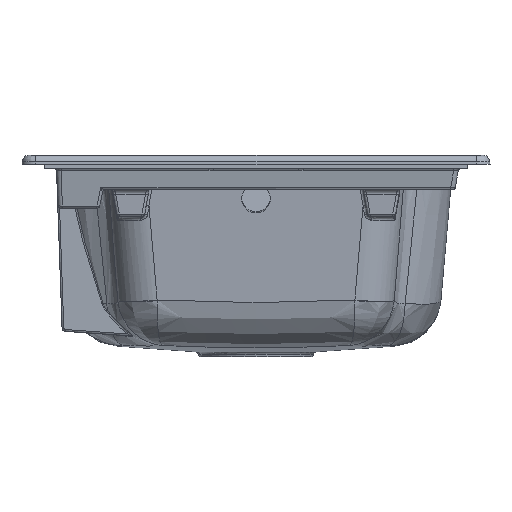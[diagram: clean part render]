
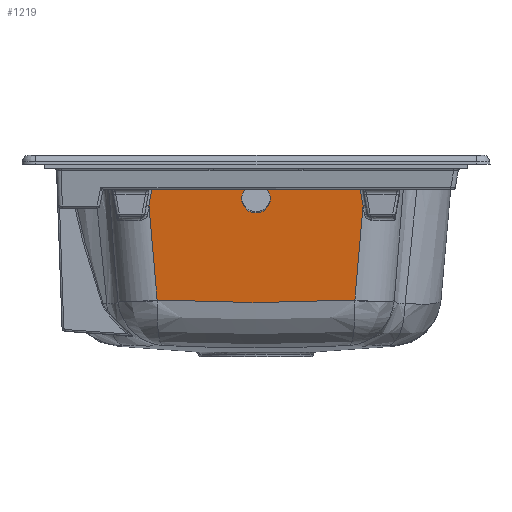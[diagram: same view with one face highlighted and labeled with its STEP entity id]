
A CAD part, left-side view. The second image highlights one B-rep face of the part: STEP entity #1219.
In plain terms, the highlighted planar face has unit normal (-0.996, 0, -0.087).
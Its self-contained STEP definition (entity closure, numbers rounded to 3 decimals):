
#498=B_SPLINE_CURVE_WITH_KNOTS('',3,(#14766,#14767,#14768,#14769,#14770,
#14771),.UNSPECIFIED.,.F.,.F.,(4,2,4),(0.,0.5,1.),.UNSPECIFIED.);
#499=B_SPLINE_CURVE_WITH_KNOTS('',3,(#14779,#14780,#14781,#14782),
 .UNSPECIFIED.,.F.,.F.,(4,4),(0.,1.),.UNSPECIFIED.);
#500=B_SPLINE_CURVE_WITH_KNOTS('',3,(#14786,#14787,#14788,#14789),
 .UNSPECIFIED.,.F.,.F.,(4,4),(0.,1.),.UNSPECIFIED.);
#636=FACE_BOUND('',#2309,.T.);
#637=FACE_BOUND('',#2310,.T.);
#726=CIRCLE('',#7489,15.5);
#1051=PLANE('',#7490);
#1219=ADVANCED_FACE('',(#636,#637),#1051,.T.);
#2309=EDGE_LOOP('',(#3643));
#2310=EDGE_LOOP('',(#3644,#3645,#3646,#3647,#3648,#3649,#3650,#3651,#3652,
#3653));
#3643=ORIENTED_EDGE('',*,*,#6184,.T.);
#3644=ORIENTED_EDGE('',*,*,#6185,.T.);
#3645=ORIENTED_EDGE('',*,*,#6186,.T.);
#3646=ORIENTED_EDGE('',*,*,#6187,.T.);
#3647=ORIENTED_EDGE('',*,*,#6188,.T.);
#3648=ORIENTED_EDGE('',*,*,#6189,.T.);
#3649=ORIENTED_EDGE('',*,*,#6190,.T.);
#3650=ORIENTED_EDGE('',*,*,#6191,.T.);
#3651=ORIENTED_EDGE('',*,*,#6192,.T.);
#3652=ORIENTED_EDGE('',*,*,#6193,.T.);
#3653=ORIENTED_EDGE('',*,*,#6194,.T.);
#5465=VERTEX_POINT('',#14758);
#5466=VERTEX_POINT('',#14760);
#5467=VERTEX_POINT('',#14761);
#5468=VERTEX_POINT('',#14763);
#5469=VERTEX_POINT('',#14765);
#5470=VERTEX_POINT('',#14772);
#5471=VERTEX_POINT('',#14774);
#5472=VERTEX_POINT('',#14776);
#5473=VERTEX_POINT('',#14778);
#5474=VERTEX_POINT('',#14783);
#5475=VERTEX_POINT('',#14785);
#6184=EDGE_CURVE('',#5465,#5465,#726,.T.);
#6185=EDGE_CURVE('',#5466,#5467,#6913,.T.);
#6186=EDGE_CURVE('',#5467,#5468,#6914,.T.);
#6187=EDGE_CURVE('',#5468,#5469,#6915,.T.);
#6188=EDGE_CURVE('',#5469,#5470,#498,.T.);
#6189=EDGE_CURVE('',#5470,#5471,#6916,.T.);
#6190=EDGE_CURVE('',#5471,#5472,#6917,.T.);
#6191=EDGE_CURVE('',#5472,#5473,#6918,.T.);
#6192=EDGE_CURVE('',#5473,#5474,#499,.T.);
#6193=EDGE_CURVE('',#5474,#5475,#6919,.T.);
#6194=EDGE_CURVE('',#5475,#5466,#500,.T.);
#6913=LINE('',#14759,#7196);
#6914=LINE('',#14762,#7197);
#6915=LINE('',#14764,#7198);
#6916=LINE('',#14773,#7199);
#6917=LINE('',#14775,#7200);
#6918=LINE('',#14777,#7201);
#6919=LINE('',#14784,#7202);
#7196=VECTOR('',#8762,1.);
#7197=VECTOR('',#8763,1.);
#7198=VECTOR('',#8764,1.);
#7199=VECTOR('',#8765,1.);
#7200=VECTOR('',#8766,1.);
#7201=VECTOR('',#8767,1.);
#7202=VECTOR('',#8768,1.);
#7489=AXIS2_PLACEMENT_3D('',#14757,#8760,#8761);
#7490=AXIS2_PLACEMENT_3D('',#14790,#8769,#8770);
#8760=DIRECTION('',(0.996,0.,0.087));
#8761=DIRECTION('',(-0.087,0.,0.996));
#8762=DIRECTION('',(0.,1.,0.));
#8763=DIRECTION('',(0.086,0.173,-0.981));
#8764=DIRECTION('',(0.087,-0.087,-0.992));
#8765=DIRECTION('',(-0.087,-0.087,0.992));
#8766=DIRECTION('',(-0.086,0.173,0.981));
#8767=DIRECTION('',(0.,1.,0.));
#8768=DIRECTION('',(0.,1.,0.));
#8769=DIRECTION('',(-0.996,0.,-0.087));
#8770=DIRECTION('',(-0.087,0.,0.996));
#14757=CARTESIAN_POINT('',(-20.588,0.,-47.614));
#14758=CARTESIAN_POINT('',(-21.939,0.,-32.173));
#14759=CARTESIAN_POINT('',(-22.306,151.3,-27.972));
#14760=CARTESIAN_POINT('',(-22.306,56.975,-27.972));
#14761=CARTESIAN_POINT('',(-22.306,111.865,-27.972));
#14762=CARTESIAN_POINT('',(-20.866,114.768,-44.432));
#14763=CARTESIAN_POINT('',(-19.916,116.683,-55.295));
#14764=CARTESIAN_POINT('',(-24.872,121.639,1.355));
#14765=CARTESIAN_POINT('',(-10.933,107.7,-157.973));
#14766=CARTESIAN_POINT('',(-10.933,107.7,-157.973));
#14767=CARTESIAN_POINT('',(-10.789,71.81,-159.62));
#14768=CARTESIAN_POINT('',(-10.686,35.906,-160.789));
#14769=CARTESIAN_POINT('',(-10.686,-35.971,-160.788));
#14770=CARTESIAN_POINT('',(-10.789,-71.848,-159.618));
#14771=CARTESIAN_POINT('',(-10.933,-107.7,-157.973));
#14772=CARTESIAN_POINT('',(-10.933,-107.7,-157.973));
#14773=CARTESIAN_POINT('',(-24.872,-121.639,1.355));
#14774=CARTESIAN_POINT('',(-19.937,-116.705,-55.05));
#14775=CARTESIAN_POINT('',(-22.439,-111.662,-26.452));
#14776=CARTESIAN_POINT('',(-22.306,-111.93,-27.972));
#14777=CARTESIAN_POINT('',(-22.306,151.3,-27.972));
#14778=CARTESIAN_POINT('',(-22.306,-56.975,-27.972));
#14779=CARTESIAN_POINT('',(-22.306,-56.975,-27.972));
#14780=CARTESIAN_POINT('',(-22.168,-51.652,-29.548));
#14781=CARTESIAN_POINT('',(-22.168,-45.948,-29.548));
#14782=CARTESIAN_POINT('',(-22.306,-40.625,-27.972));
#14783=CARTESIAN_POINT('',(-22.306,-40.625,-27.972));
#14784=CARTESIAN_POINT('',(-22.306,151.3,-27.972));
#14785=CARTESIAN_POINT('',(-22.306,40.625,-27.972));
#14786=CARTESIAN_POINT('',(-22.306,40.625,-27.972));
#14787=CARTESIAN_POINT('',(-22.168,45.948,-29.548));
#14788=CARTESIAN_POINT('',(-22.168,51.652,-29.548));
#14789=CARTESIAN_POINT('',(-22.306,56.975,-27.972));
#14790=CARTESIAN_POINT('',(-24.647,151.3,-1.22));
